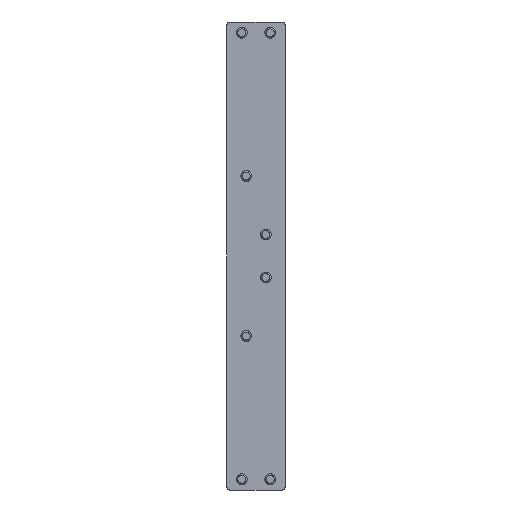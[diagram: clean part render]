
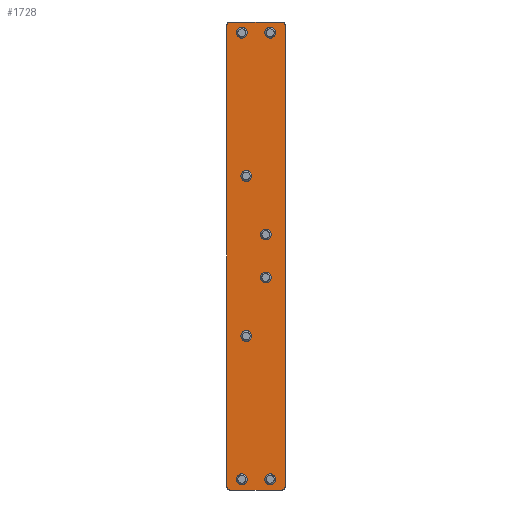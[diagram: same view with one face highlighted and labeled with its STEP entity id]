
A CAD part, front view. The second image highlights one B-rep face of the part: STEP entity #1728.
In plain terms, the highlighted planar face has unit normal (0, -1, 0).
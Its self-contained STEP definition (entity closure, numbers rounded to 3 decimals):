
#328=CARTESIAN_POINT('',(10.15,0.,-88.9));
#329=DIRECTION('',(0.,-1.,0.));
#330=DIRECTION('',(0.,0.,-1.));
#331=AXIS2_PLACEMENT_3D('',#328,#329,#330);
#337=DIRECTION('',(-1.,0.,0.));
#338=VECTOR('',#337,20.3);
#339=CARTESIAN_POINT('',(10.15,0.,-89.9));
#340=LINE('',#339,#338);
#344=CARTESIAN_POINT('',(-10.15,0.,-88.9));
#345=DIRECTION('',(0.,-1.,0.));
#346=DIRECTION('',(-1.,0.,0.));
#347=AXIS2_PLACEMENT_3D('',#344,#345,#346);
#352=DIRECTION('',(0.,0.,1.));
#353=VECTOR('',#352,177.8);
#354=CARTESIAN_POINT('',(-11.15,0.,-88.9));
#355=LINE('',#354,#353);
#359=CARTESIAN_POINT('',(-10.15,0.,88.9));
#360=DIRECTION('',(0.,-1.,0.));
#361=DIRECTION('',(0.,0.,1.));
#362=AXIS2_PLACEMENT_3D('',#359,#360,#361);
#367=DIRECTION('',(1.,0.,0.));
#368=VECTOR('',#367,20.3);
#369=CARTESIAN_POINT('',(-10.15,0.,89.9));
#370=LINE('',#369,#368);
#374=CARTESIAN_POINT('',(10.15,0.,88.9));
#375=DIRECTION('',(0.,-1.,0.));
#376=DIRECTION('',(1.,0.,0.));
#377=AXIS2_PLACEMENT_3D('',#374,#375,#376);
#382=DIRECTION('',(0.,0.,-1.));
#383=VECTOR('',#382,177.8);
#384=CARTESIAN_POINT('',(11.15,0.,88.9));
#385=LINE('',#384,#383);
#389=CARTESIAN_POINT('',(5.456,0.,-85.8));
#390=DIRECTION('',(0.,-1.,0.));
#391=DIRECTION('',(-1.,0.,0.));
#392=AXIS2_PLACEMENT_3D('',#389,#390,#391);
#397=CARTESIAN_POINT('',(5.456,0.,-85.8));
#398=DIRECTION('',(0.,-1.,0.));
#399=DIRECTION('',(1.,0.,0.));
#400=AXIS2_PLACEMENT_3D('',#397,#398,#399);
#405=CARTESIAN_POINT('',(-5.456,0.,-85.8));
#406=DIRECTION('',(0.,-1.,0.));
#407=DIRECTION('',(-1.,0.,0.));
#408=AXIS2_PLACEMENT_3D('',#405,#406,#407);
#413=CARTESIAN_POINT('',(-5.456,0.,-85.8));
#414=DIRECTION('',(0.,-1.,0.));
#415=DIRECTION('',(1.,0.,0.));
#416=AXIS2_PLACEMENT_3D('',#413,#414,#415);
#421=CARTESIAN_POINT('',(5.456,0.,85.8));
#422=DIRECTION('',(0.,-1.,0.));
#423=DIRECTION('',(-1.,0.,0.));
#424=AXIS2_PLACEMENT_3D('',#421,#422,#423);
#429=CARTESIAN_POINT('',(5.456,0.,85.8));
#430=DIRECTION('',(0.,-1.,0.));
#431=DIRECTION('',(1.,0.,0.));
#432=AXIS2_PLACEMENT_3D('',#429,#430,#431);
#437=CARTESIAN_POINT('',(-5.456,0.,85.8));
#438=DIRECTION('',(0.,-1.,0.));
#439=DIRECTION('',(-1.,0.,0.));
#440=AXIS2_PLACEMENT_3D('',#437,#438,#439);
#445=CARTESIAN_POINT('',(-5.456,0.,85.8));
#446=DIRECTION('',(0.,-1.,0.));
#447=DIRECTION('',(1.,0.,0.));
#448=AXIS2_PLACEMENT_3D('',#445,#446,#447);
#453=CARTESIAN_POINT('',(-3.75,0.,-30.75));
#454=DIRECTION('',(0.,-1.,0.));
#455=DIRECTION('',(-1.,0.,0.));
#456=AXIS2_PLACEMENT_3D('',#453,#454,#455);
#461=CARTESIAN_POINT('',(-3.75,0.,-30.75));
#462=DIRECTION('',(0.,-1.,0.));
#463=DIRECTION('',(1.,0.,0.));
#464=AXIS2_PLACEMENT_3D('',#461,#462,#463);
#469=CARTESIAN_POINT('',(3.75,0.,-8.25));
#470=DIRECTION('',(0.,-1.,0.));
#471=DIRECTION('',(-1.,0.,0.));
#472=AXIS2_PLACEMENT_3D('',#469,#470,#471);
#477=CARTESIAN_POINT('',(3.75,0.,-8.25));
#478=DIRECTION('',(0.,-1.,0.));
#479=DIRECTION('',(1.,0.,0.));
#480=AXIS2_PLACEMENT_3D('',#477,#478,#479);
#485=CARTESIAN_POINT('',(-3.75,0.,30.75));
#486=DIRECTION('',(0.,-1.,0.));
#487=DIRECTION('',(-1.,0.,0.));
#488=AXIS2_PLACEMENT_3D('',#485,#486,#487);
#493=CARTESIAN_POINT('',(-3.75,0.,30.75));
#494=DIRECTION('',(0.,-1.,0.));
#495=DIRECTION('',(1.,0.,0.));
#496=AXIS2_PLACEMENT_3D('',#493,#494,#495);
#501=CARTESIAN_POINT('',(3.75,0.,8.25));
#502=DIRECTION('',(0.,-1.,0.));
#503=DIRECTION('',(-1.,0.,0.));
#504=AXIS2_PLACEMENT_3D('',#501,#502,#503);
#509=CARTESIAN_POINT('',(3.75,0.,8.25));
#510=DIRECTION('',(0.,-1.,0.));
#511=DIRECTION('',(1.,0.,0.));
#512=AXIS2_PLACEMENT_3D('',#509,#510,#511);
#1497=CARTESIAN_POINT('',(10.15,0.,-89.9));
#1498=CARTESIAN_POINT('',(11.15,0.,-88.9));
#1499=VERTEX_POINT('',#1497);
#1500=VERTEX_POINT('',#1498);
#1501=CARTESIAN_POINT('',(-11.15,0.,-88.9));
#1502=CARTESIAN_POINT('',(-10.15,0.,-89.9));
#1503=VERTEX_POINT('',#1501);
#1504=VERTEX_POINT('',#1502);
#1505=CARTESIAN_POINT('',(-10.15,0.,89.9));
#1506=CARTESIAN_POINT('',(-11.15,0.,88.9));
#1507=VERTEX_POINT('',#1505);
#1508=VERTEX_POINT('',#1506);
#1509=CARTESIAN_POINT('',(11.15,0.,88.9));
#1510=CARTESIAN_POINT('',(10.15,0.,89.9));
#1511=VERTEX_POINT('',#1509);
#1512=VERTEX_POINT('',#1510);
#1593=CARTESIAN_POINT('',(3.356,0.,-85.8));
#1594=CARTESIAN_POINT('',(7.556,0.,-85.8));
#1595=VERTEX_POINT('',#1593);
#1596=VERTEX_POINT('',#1594);
#1597=CARTESIAN_POINT('',(-7.556,0.,-85.8));
#1598=CARTESIAN_POINT('',(-3.356,0.,-85.8));
#1599=VERTEX_POINT('',#1597);
#1600=VERTEX_POINT('',#1598);
#1601=CARTESIAN_POINT('',(3.356,0.,85.8));
#1602=CARTESIAN_POINT('',(7.556,0.,85.8));
#1603=VERTEX_POINT('',#1601);
#1604=VERTEX_POINT('',#1602);
#1605=CARTESIAN_POINT('',(-7.556,0.,85.8));
#1606=CARTESIAN_POINT('',(-3.356,0.,85.8));
#1607=VERTEX_POINT('',#1605);
#1608=VERTEX_POINT('',#1606);
#1609=CARTESIAN_POINT('',(-5.85,0.,-30.75));
#1610=CARTESIAN_POINT('',(-1.65,0.,-30.75));
#1611=VERTEX_POINT('',#1609);
#1612=VERTEX_POINT('',#1610);
#1613=CARTESIAN_POINT('',(1.65,0.,-8.25));
#1614=CARTESIAN_POINT('',(5.85,0.,-8.25));
#1615=VERTEX_POINT('',#1613);
#1616=VERTEX_POINT('',#1614);
#1617=CARTESIAN_POINT('',(-5.85,0.,30.75));
#1618=CARTESIAN_POINT('',(-1.65,0.,30.75));
#1619=VERTEX_POINT('',#1617);
#1620=VERTEX_POINT('',#1618);
#1621=CARTESIAN_POINT('',(1.65,0.,8.25));
#1622=CARTESIAN_POINT('',(5.85,0.,8.25));
#1623=VERTEX_POINT('',#1621);
#1624=VERTEX_POINT('',#1622);
#1657=CARTESIAN_POINT('',(0.,0.,0.));
#1658=DIRECTION('',(0.,1.,0.));
#1659=DIRECTION('',(1.,0.,0.));
#1660=AXIS2_PLACEMENT_3D('',#1657,#1658,#1659);
#1661=PLANE('',#1660);
#1663=ORIENTED_EDGE('',*,*,#1662,.F.);
#1665=ORIENTED_EDGE('',*,*,#1664,.T.);
#1667=ORIENTED_EDGE('',*,*,#1666,.F.);
#1669=ORIENTED_EDGE('',*,*,#1668,.T.);
#1671=ORIENTED_EDGE('',*,*,#1670,.F.);
#1673=ORIENTED_EDGE('',*,*,#1672,.T.);
#1675=ORIENTED_EDGE('',*,*,#1674,.F.);
#1677=ORIENTED_EDGE('',*,*,#1676,.T.);
#1678=EDGE_LOOP('',(#1663,#1665,#1667,#1669,#1671,#1673,#1675,#1677));
#1679=FACE_OUTER_BOUND('',#1678,.F.);
#1681=ORIENTED_EDGE('',*,*,#1680,.T.);
#1683=ORIENTED_EDGE('',*,*,#1682,.T.);
#1684=EDGE_LOOP('',(#1681,#1683));
#1685=FACE_BOUND('',#1684,.F.);
#1687=ORIENTED_EDGE('',*,*,#1686,.T.);
#1689=ORIENTED_EDGE('',*,*,#1688,.T.);
#1690=EDGE_LOOP('',(#1687,#1689));
#1691=FACE_BOUND('',#1690,.F.);
#1693=ORIENTED_EDGE('',*,*,#1692,.T.);
#1695=ORIENTED_EDGE('',*,*,#1694,.T.);
#1696=EDGE_LOOP('',(#1693,#1695));
#1697=FACE_BOUND('',#1696,.F.);
#1699=ORIENTED_EDGE('',*,*,#1698,.T.);
#1701=ORIENTED_EDGE('',*,*,#1700,.T.);
#1702=EDGE_LOOP('',(#1699,#1701));
#1703=FACE_BOUND('',#1702,.F.);
#1705=ORIENTED_EDGE('',*,*,#1704,.T.);
#1707=ORIENTED_EDGE('',*,*,#1706,.T.);
#1708=EDGE_LOOP('',(#1705,#1707));
#1709=FACE_BOUND('',#1708,.F.);
#1711=ORIENTED_EDGE('',*,*,#1710,.T.);
#1713=ORIENTED_EDGE('',*,*,#1712,.T.);
#1714=EDGE_LOOP('',(#1711,#1713));
#1715=FACE_BOUND('',#1714,.F.);
#1717=ORIENTED_EDGE('',*,*,#1716,.T.);
#1719=ORIENTED_EDGE('',*,*,#1718,.T.);
#1720=EDGE_LOOP('',(#1717,#1719));
#1721=FACE_BOUND('',#1720,.F.);
#1723=ORIENTED_EDGE('',*,*,#1722,.T.);
#1725=ORIENTED_EDGE('',*,*,#1724,.T.);
#1726=EDGE_LOOP('',(#1723,#1725));
#1727=FACE_BOUND('',#1726,.F.);
#332=CIRCLE('',#331,1.);
#348=CIRCLE('',#347,1.);
#363=CIRCLE('',#362,1.);
#378=CIRCLE('',#377,1.);
#393=CIRCLE('',#392,2.1);
#401=CIRCLE('',#400,2.1);
#409=CIRCLE('',#408,2.1);
#417=CIRCLE('',#416,2.1);
#425=CIRCLE('',#424,2.1);
#433=CIRCLE('',#432,2.1);
#441=CIRCLE('',#440,2.1);
#449=CIRCLE('',#448,2.1);
#457=CIRCLE('',#456,2.1);
#465=CIRCLE('',#464,2.1);
#473=CIRCLE('',#472,2.1);
#481=CIRCLE('',#480,2.1);
#489=CIRCLE('',#488,2.1);
#497=CIRCLE('',#496,2.1);
#505=CIRCLE('',#504,2.1);
#513=CIRCLE('',#512,2.1);
#1662=EDGE_CURVE('',#1499,#1500,#332,.T.);
#1664=EDGE_CURVE('',#1499,#1504,#340,.T.);
#1666=EDGE_CURVE('',#1503,#1504,#348,.T.);
#1668=EDGE_CURVE('',#1503,#1508,#355,.T.);
#1670=EDGE_CURVE('',#1507,#1508,#363,.T.);
#1672=EDGE_CURVE('',#1507,#1512,#370,.T.);
#1674=EDGE_CURVE('',#1511,#1512,#378,.T.);
#1676=EDGE_CURVE('',#1511,#1500,#385,.T.);
#1680=EDGE_CURVE('',#1595,#1596,#393,.T.);
#1682=EDGE_CURVE('',#1596,#1595,#401,.T.);
#1686=EDGE_CURVE('',#1599,#1600,#409,.T.);
#1688=EDGE_CURVE('',#1600,#1599,#417,.T.);
#1692=EDGE_CURVE('',#1603,#1604,#425,.T.);
#1694=EDGE_CURVE('',#1604,#1603,#433,.T.);
#1698=EDGE_CURVE('',#1607,#1608,#441,.T.);
#1700=EDGE_CURVE('',#1608,#1607,#449,.T.);
#1704=EDGE_CURVE('',#1611,#1612,#457,.T.);
#1706=EDGE_CURVE('',#1612,#1611,#465,.T.);
#1710=EDGE_CURVE('',#1615,#1616,#473,.T.);
#1712=EDGE_CURVE('',#1616,#1615,#481,.T.);
#1716=EDGE_CURVE('',#1619,#1620,#489,.T.);
#1718=EDGE_CURVE('',#1620,#1619,#497,.T.);
#1722=EDGE_CURVE('',#1623,#1624,#505,.T.);
#1724=EDGE_CURVE('',#1624,#1623,#513,.T.);
#1728=ADVANCED_FACE('',(#1679,#1685,#1691,#1697,#1703,#1709,#1715,#1721,#1727),
#1661,.F.);
